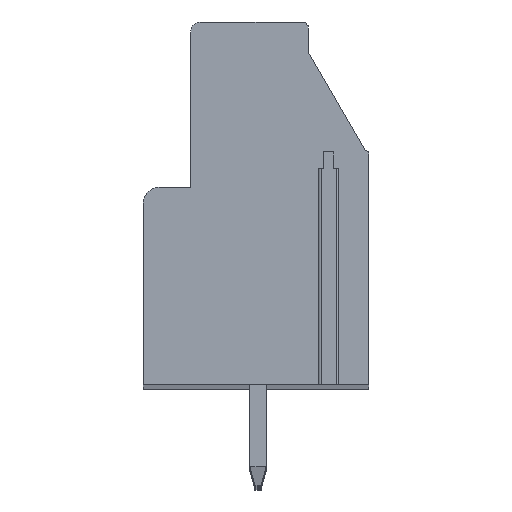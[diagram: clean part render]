
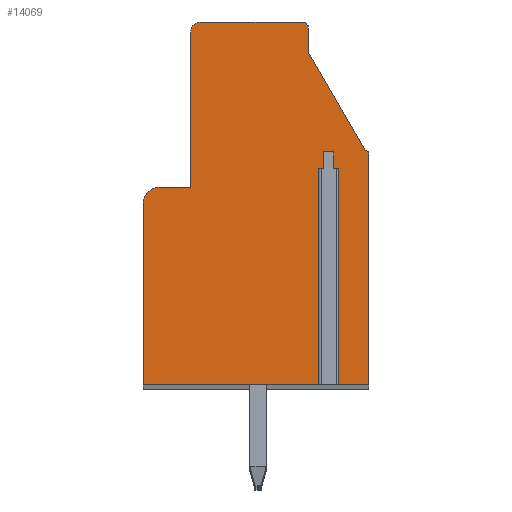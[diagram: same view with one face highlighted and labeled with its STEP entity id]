
A CAD part, top view. The second image highlights one B-rep face of the part: STEP entity #14069.
In plain terms, the highlighted planar face has unit normal (0, 0, 1).
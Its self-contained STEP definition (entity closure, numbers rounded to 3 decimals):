
#4427=DIRECTION('',(-1.,0.,0.));
#4428=VECTOR('',#4427,0.5);
#4429=CARTESIAN_POINT('',(3.85,2.55,3.81));
#4430=LINE('',#4429,#4428);
#4431=DIRECTION('',(0.,1.,0.));
#4432=VECTOR('',#4431,0.8);
#4433=CARTESIAN_POINT('',(3.35,1.75,3.81));
#4434=LINE('',#4433,#4432);
#4435=DIRECTION('',(0.,1.,0.));
#4436=VECTOR('',#4435,10.75);
#4437=CARTESIAN_POINT('',(3.35,-9.,3.81));
#4438=LINE('',#4437,#4436);
#4439=DIRECTION('',(1.,0.,0.));
#4440=VECTOR('',#4439,8.95);
#4441=CARTESIAN_POINT('',(-5.6,-9.,3.81));
#4442=LINE('',#4441,#4440);
#4443=DIRECTION('',(0.,-1.,0.));
#4444=VECTOR('',#4443,9.);
#4445=CARTESIAN_POINT('',(-5.6,0.,3.81));
#4446=LINE('',#4445,#4444);
#4447=CARTESIAN_POINT('',(-4.8,0.,3.81));
#4448=DIRECTION('',(0.,0.,1.));
#4449=DIRECTION('',(0.,1.,0.));
#4450=AXIS2_PLACEMENT_3D('',#4447,#4448,#4449);
#4452=DIRECTION('',(-1.,0.,0.));
#4453=VECTOR('',#4452,1.55);
#4454=CARTESIAN_POINT('',(-3.25,0.8,3.81));
#4455=LINE('',#4454,#4453);
#4456=DIRECTION('',(0.,-1.,0.));
#4457=VECTOR('',#4456,7.7);
#4458=CARTESIAN_POINT('',(-3.25,8.5,3.81));
#4459=LINE('',#4458,#4457);
#4460=CARTESIAN_POINT('',(-2.75,8.5,3.81));
#4461=DIRECTION('',(0.,0.,1.));
#4462=DIRECTION('',(0.,1.,0.));
#4463=AXIS2_PLACEMENT_3D('',#4460,#4461,#4462);
#4465=DIRECTION('',(-1.,0.,0.));
#4466=VECTOR('',#4465,5.05);
#4467=CARTESIAN_POINT('',(2.3,9.,3.81));
#4468=LINE('',#4467,#4466);
#4469=CARTESIAN_POINT('',(2.3,8.7,3.81));
#4470=DIRECTION('',(0.,0.,1.));
#4471=DIRECTION('',(1.,0.,0.));
#4472=AXIS2_PLACEMENT_3D('',#4469,#4470,#4471);
#4474=DIRECTION('',(0.,1.,0.));
#4475=VECTOR('',#4474,1.2);
#4476=CARTESIAN_POINT('',(2.6,7.5,3.81));
#4477=LINE('',#4476,#4475);
#4478=DIRECTION('',(-0.5,0.866,0.));
#4479=VECTOR('',#4478,5.6);
#4480=CARTESIAN_POINT('',(5.4,2.65,3.81));
#4481=LINE('',#4480,#4479);
#4482=CARTESIAN_POINT('',(5.4,2.45,3.81));
#4483=DIRECTION('',(0.,0.,1.));
#4484=DIRECTION('',(1.,0.,0.));
#4485=AXIS2_PLACEMENT_3D('',#4482,#4483,#4484);
#4487=DIRECTION('',(0.,1.,0.));
#4488=VECTOR('',#4487,11.45);
#4489=CARTESIAN_POINT('',(5.6,-9.,3.81));
#4490=LINE('',#4489,#4488);
#4491=DIRECTION('',(1.,0.,0.));
#4492=VECTOR('',#4491,1.75);
#4493=CARTESIAN_POINT('',(3.85,-9.,3.81));
#4494=LINE('',#4493,#4492);
#4495=DIRECTION('',(0.,1.,0.));
#4496=VECTOR('',#4495,10.75);
#4497=CARTESIAN_POINT('',(3.85,-9.,3.81));
#4498=LINE('',#4497,#4496);
#4499=DIRECTION('',(0.,1.,0.));
#4500=VECTOR('',#4499,0.8);
#4501=CARTESIAN_POINT('',(3.85,1.75,3.81));
#4502=LINE('',#4501,#4500);
#6689=CARTESIAN_POINT('',(5.6,-9.,3.81));
#6690=CARTESIAN_POINT('',(5.6,2.45,3.81));
#6691=VERTEX_POINT('',#6689);
#6692=VERTEX_POINT('',#6690);
#6693=CARTESIAN_POINT('',(5.4,2.65,3.81));
#6694=VERTEX_POINT('',#6693);
#6695=CARTESIAN_POINT('',(2.6,7.5,3.81));
#6696=VERTEX_POINT('',#6695);
#6698=CARTESIAN_POINT('',(-5.6,-9.,3.81));
#6700=VERTEX_POINT('',#6698);
#6717=CARTESIAN_POINT('',(3.35,-9.,3.81));
#6718=VERTEX_POINT('',#6717);
#6719=CARTESIAN_POINT('',(3.85,-9.,3.81));
#6720=VERTEX_POINT('',#6719);
#6890=CARTESIAN_POINT('',(-3.25,0.8,3.81));
#6892=VERTEX_POINT('',#6890);
#6897=CARTESIAN_POINT('',(-4.8,0.8,3.81));
#6898=VERTEX_POINT('',#6897);
#6899=CARTESIAN_POINT('',(-5.6,0.,3.81));
#6900=VERTEX_POINT('',#6899);
#6905=CARTESIAN_POINT('',(-2.75,9.,3.81));
#6906=VERTEX_POINT('',#6905);
#6907=CARTESIAN_POINT('',(-3.25,8.5,3.81));
#6908=VERTEX_POINT('',#6907);
#6913=CARTESIAN_POINT('',(2.6,8.7,3.81));
#6914=VERTEX_POINT('',#6913);
#6915=CARTESIAN_POINT('',(2.3,9.,3.81));
#6916=VERTEX_POINT('',#6915);
#6921=CARTESIAN_POINT('',(3.85,2.55,3.81));
#6922=CARTESIAN_POINT('',(3.35,2.55,3.81));
#6923=VERTEX_POINT('',#6921);
#6924=VERTEX_POINT('',#6922);
#6925=CARTESIAN_POINT('',(3.35,1.75,3.81));
#6926=VERTEX_POINT('',#6925);
#6927=CARTESIAN_POINT('',(3.85,1.75,3.81));
#6928=VERTEX_POINT('',#6927);
#14039=CARTESIAN_POINT('',(0.,0.,3.81));
#14040=DIRECTION('',(0.,0.,1.));
#14041=DIRECTION('',(1.,0.,0.));
#14042=AXIS2_PLACEMENT_3D('',#14039,#14040,#14041);
#14043=PLANE('',#14042);
#14045=ORIENTED_EDGE('',*,*,#14044,.T.);
#14047=ORIENTED_EDGE('',*,*,#14046,.F.);
#14049=ORIENTED_EDGE('',*,*,#14048,.F.);
#14050=ORIENTED_EDGE('',*,*,#13746,.F.);
#14051=ORIENTED_EDGE('',*,*,#14032,.F.);
#14052=ORIENTED_EDGE('',*,*,#8469,.F.);
#14053=ORIENTED_EDGE('',*,*,#8485,.F.);
#14054=ORIENTED_EDGE('',*,*,#8497,.F.);
#14055=ORIENTED_EDGE('',*,*,#8512,.F.);
#14056=ORIENTED_EDGE('',*,*,#8527,.F.);
#14057=ORIENTED_EDGE('',*,*,#13504,.F.);
#14058=ORIENTED_EDGE('',*,*,#13519,.F.);
#14059=ORIENTED_EDGE('',*,*,#13532,.F.);
#14060=ORIENTED_EDGE('',*,*,#13546,.F.);
#14061=ORIENTED_EDGE('',*,*,#13560,.F.);
#14062=ORIENTED_EDGE('',*,*,#13758,.F.);
#14064=ORIENTED_EDGE('',*,*,#14063,.T.);
#14066=ORIENTED_EDGE('',*,*,#14065,.T.);
#14067=EDGE_LOOP('',(#14045,#14047,#14049,#14050,#14051,#14052,#14053,#14054,
#14055,#14056,#14057,#14058,#14059,#14060,#14061,#14062,#14064,#14066));
#14068=FACE_OUTER_BOUND('',#14067,.F.);
#4451=CIRCLE('',#4450,0.8);
#4464=CIRCLE('',#4463,0.5);
#4473=CIRCLE('',#4472,0.3);
#4486=CIRCLE('',#4485,0.2);
#8469=EDGE_CURVE('',#6898,#6900,#4451,.T.);
#8485=EDGE_CURVE('',#6892,#6898,#4455,.T.);
#8497=EDGE_CURVE('',#6908,#6892,#4459,.T.);
#8512=EDGE_CURVE('',#6906,#6908,#4464,.T.);
#8527=EDGE_CURVE('',#6916,#6906,#4468,.T.);
#13504=EDGE_CURVE('',#6914,#6916,#4473,.T.);
#13519=EDGE_CURVE('',#6696,#6914,#4477,.T.);
#13532=EDGE_CURVE('',#6694,#6696,#4481,.T.);
#13546=EDGE_CURVE('',#6692,#6694,#4486,.T.);
#13560=EDGE_CURVE('',#6691,#6692,#4490,.T.);
#13746=EDGE_CURVE('',#6700,#6718,#4442,.T.);
#13758=EDGE_CURVE('',#6720,#6691,#4494,.T.);
#14032=EDGE_CURVE('',#6900,#6700,#4446,.T.);
#14044=EDGE_CURVE('',#6923,#6924,#4430,.T.);
#14046=EDGE_CURVE('',#6926,#6924,#4434,.T.);
#14048=EDGE_CURVE('',#6718,#6926,#4438,.T.);
#14063=EDGE_CURVE('',#6720,#6928,#4498,.T.);
#14065=EDGE_CURVE('',#6928,#6923,#4502,.T.);
#14069=ADVANCED_FACE('',(#14068),#14043,.T.);
